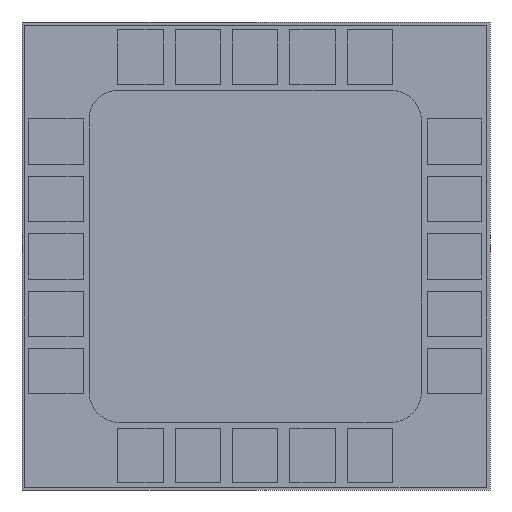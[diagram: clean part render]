
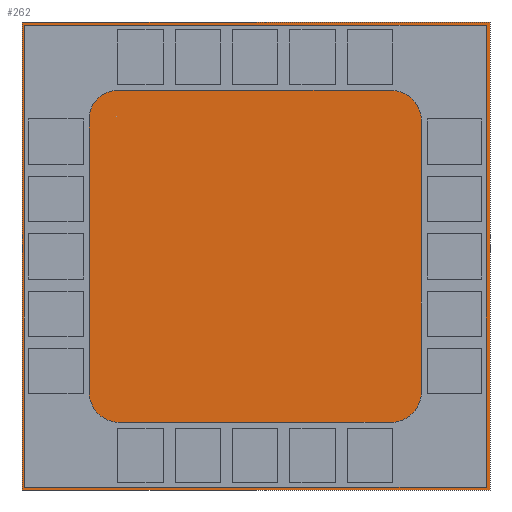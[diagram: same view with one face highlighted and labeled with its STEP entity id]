
A CAD part, front view. The second image highlights one B-rep face of the part: STEP entity #262.
In plain terms, the highlighted planar face has unit normal (0, -1, 0).
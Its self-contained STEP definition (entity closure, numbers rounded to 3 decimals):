
#33 = DIRECTION ( 'NONE',  ( 1., 0., 0. ) ) ;
#262 = ADVANCED_FACE ( 'N', ( #1892 ), #1984, .F. ) ;
#281 = VERTEX_POINT ( 'NONE', #827 ) ;
#285 = VECTOR ( 'NONE', #33, 1000. ) ;
#554 = LINE ( 'NONE', #2068, #4484 ) ;
#702 = ORIENTED_EDGE ( 'NONE', *, *, #3729, .T. ) ;
#762 = CARTESIAN_POINT ( 'NONE',  ( -7.75, 0., 7.75 ) ) ;
#827 = CARTESIAN_POINT ( 'NONE',  ( -7.75, 0., -7.75 ) ) ;
#900 = CARTESIAN_POINT ( 'NONE',  ( 7.75, 0., 7.75 ) ) ;
#1041 = EDGE_CURVE ( 'NONE', #281, #1157, #3333, .T. ) ;
#1157 = VERTEX_POINT ( 'NONE', #4579 ) ;
#1475 = CARTESIAN_POINT ( 'NONE',  ( -7.75, 0., -7.75 ) ) ;
#1559 = ORIENTED_EDGE ( 'NONE', *, *, #1041, .T. ) ;
#1604 = CARTESIAN_POINT ( 'NONE',  ( 0., 0., 0. ) ) ;
#1614 = LINE ( 'NONE', #2306, #4362 ) ;
#1717 = VECTOR ( 'NONE', #1870, 1000. ) ;
#1870 = DIRECTION ( 'NONE',  ( 0., 0., -1. ) ) ;
#1892 = FACE_OUTER_BOUND ( 'NONE', #2769, .T. ) ;
#1984 = PLANE ( 'NONE',  #2836 ) ;
#2008 = EDGE_CURVE ( 'NONE', #1157, #2804, #1614, .T. ) ;
#2068 = CARTESIAN_POINT ( 'NONE',  ( -7.75, 0., 7.75 ) ) ;
#2237 = ORIENTED_EDGE ( 'NONE', *, *, #2008, .T. ) ;
#2284 = EDGE_CURVE ( 'NONE', #2804, #4245, #554, .T. ) ;
#2306 = CARTESIAN_POINT ( 'NONE',  ( 7.75, 0., -7.75 ) ) ;
#2367 = DIRECTION ( 'NONE',  ( 0., 0., 1. ) ) ;
#2440 = DIRECTION ( 'NONE',  ( -1., 0., 0. ) ) ;
#2715 = LINE ( 'NONE', #1475, #1717 ) ;
#2769 = EDGE_LOOP ( 'NONE', ( #4084, #702, #1559, #2237 ) ) ;
#2804 = VERTEX_POINT ( 'NONE', #900 ) ;
#2836 = AXIS2_PLACEMENT_3D ( 'NONE', #1604, #3827, #2367 ) ;
#3333 = LINE ( 'NONE', #4592, #285 ) ;
#3729 = EDGE_CURVE ( 'NONE', #4245, #281, #2715, .T. ) ;
#3779 = DIRECTION ( 'NONE',  ( 0., 0., 1. ) ) ;
#3827 = DIRECTION ( 'NONE',  ( 0., 1., 0. ) ) ;
#4084 = ORIENTED_EDGE ( 'NONE', *, *, #2284, .T. ) ;
#4245 = VERTEX_POINT ( 'NONE', #762 ) ;
#4362 = VECTOR ( 'NONE', #3779, 1000. ) ;
#4484 = VECTOR ( 'NONE', #2440, 1000. ) ;
#4579 = CARTESIAN_POINT ( 'NONE',  ( 7.75, 0., -7.75 ) ) ;
#4592 = CARTESIAN_POINT ( 'NONE',  ( -7.75, 0., -7.75 ) ) ;
